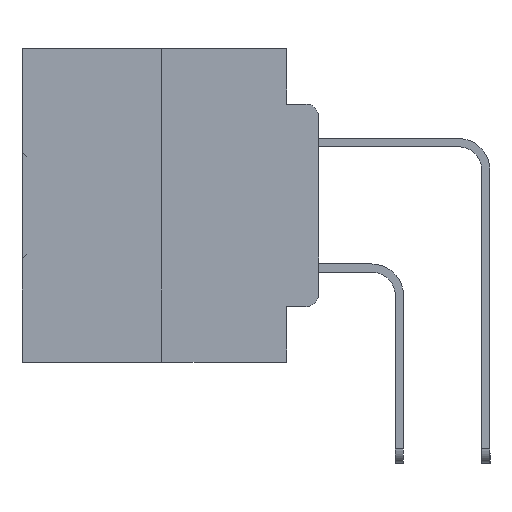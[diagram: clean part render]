
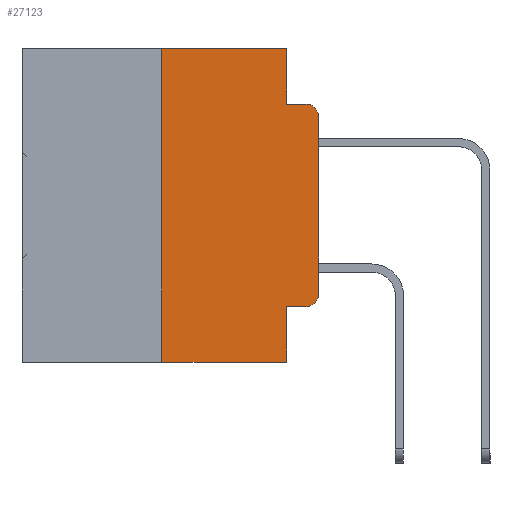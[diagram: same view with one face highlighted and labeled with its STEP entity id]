
A CAD part, left-side view. The second image highlights one B-rep face of the part: STEP entity #27123.
In plain terms, the highlighted planar face has unit normal (-1, 0, 0).
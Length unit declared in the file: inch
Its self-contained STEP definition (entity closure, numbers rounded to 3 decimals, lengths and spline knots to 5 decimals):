
#1080 = EDGE_CURVE ( 'NONE', #7586, #28460, #13390, .T. ) ;
#2396 = VERTEX_POINT ( 'NONE', #29759 ) ;
#2822 = VECTOR ( 'NONE', #27667, 39.37008 ) ;
#3724 = EDGE_CURVE ( 'NONE', #2396, #28460, #14935, .T. ) ;
#4121 = CARTESIAN_POINT ( 'NONE',  ( 0., 0.051, -0.4115 ) ) ;
#4998 = CARTESIAN_POINT ( 'NONE',  ( 0., 0.25, -0.5 ) ) ;
#5205 = CIRCLE ( 'NONE', #21933, 0.02 ) ;
#5732 = ORIENTED_EDGE ( 'NONE', *, *, #3724, .F. ) ;
#6458 = VERTEX_POINT ( 'NONE', #34653 ) ;
#6497 = VECTOR ( 'NONE', #24637, 39.37008 ) ;
#6542 = LINE ( 'NONE', #6834, #13237 ) ;
#6834 = CARTESIAN_POINT ( 'NONE',  ( 0., 0.051, -0.4115 ) ) ;
#7223 = LINE ( 'NONE', #7249, #30276 ) ;
#7249 = CARTESIAN_POINT ( 'NONE',  ( 0., 0.473, -0.5 ) ) ;
#7534 = CARTESIAN_POINT ( 'NONE',  ( 0., 0.02, -0.1085 ) ) ;
#7542 = ORIENTED_EDGE ( 'NONE', *, *, #31854, .F. ) ;
#7586 = VERTEX_POINT ( 'NONE', #34855 ) ;
#7606 = EDGE_CURVE ( 'NONE', #14372, #14763, #7223, .T. ) ;
#10130 = VERTEX_POINT ( 'NONE', #15965 ) ;
#10171 = DIRECTION ( 'NONE',  ( 0., -1., 0. ) ) ;
#10322 = DIRECTION ( 'NONE',  ( 0., -1., 0. ) ) ;
#10645 = DIRECTION ( 'NONE',  ( -1., 0., 0. ) ) ;
#10974 = CARTESIAN_POINT ( 'NONE',  ( 0., 0.051, 0. ) ) ;
#11331 = DIRECTION ( 'NONE',  ( 0., 0., -1. ) ) ;
#11932 = PLANE ( 'NONE',  #25410 ) ;
#12047 = CARTESIAN_POINT ( 'NONE',  ( 0., 0.473, 0. ) ) ;
#12673 = EDGE_CURVE ( 'NONE', #33744, #2396, #32446, .T. ) ;
#12775 = EDGE_CURVE ( 'NONE', #15998, #14763, #34201, .T. ) ;
#13237 = VECTOR ( 'NONE', #20891, 39.37008 ) ;
#13317 = ORIENTED_EDGE ( 'NONE', *, *, #12673, .F. ) ;
#13390 = CIRCLE ( 'NONE', #24140, 0.02 ) ;
#14372 = VERTEX_POINT ( 'NONE', #4998 ) ;
#14605 = EDGE_LOOP ( 'NONE', ( #17180, #18055, #5732, #13317, #28759, #7542, #15048, #16776, #31403, #25865 ) ) ;
#14763 = VERTEX_POINT ( 'NONE', #20912 ) ;
#14843 = DIRECTION ( 'NONE',  ( 0., 0., -1. ) ) ;
#14935 = LINE ( 'NONE', #16009, #6497 ) ;
#15048 = ORIENTED_EDGE ( 'NONE', *, *, #7606, .T. ) ;
#15749 = FACE_OUTER_BOUND ( 'NONE', #14605, .T. ) ;
#15921 = CARTESIAN_POINT ( 'NONE',  ( 0., 0.473, 0. ) ) ;
#15965 = CARTESIAN_POINT ( 'NONE',  ( 0., 0.25, 0. ) ) ;
#15998 = VERTEX_POINT ( 'NONE', #4121 ) ;
#16009 = CARTESIAN_POINT ( 'NONE',  ( 0., 0.051, -0.0885 ) ) ;
#16470 = CARTESIAN_POINT ( 'NONE',  ( 0., 0.25, 0. ) ) ;
#16776 = ORIENTED_EDGE ( 'NONE', *, *, #12775, .F. ) ;
#17180 = ORIENTED_EDGE ( 'NONE', *, *, #18058, .T. ) ;
#17833 = CARTESIAN_POINT ( 'NONE',  ( 0., 0.02, -0.0885 ) ) ;
#18055 = ORIENTED_EDGE ( 'NONE', *, *, #1080, .T. ) ;
#18058 = EDGE_CURVE ( 'NONE', #23437, #7586, #29637, .T. ) ;
#18143 = EDGE_CURVE ( 'NONE', #15998, #6458, #6542, .T. ) ;
#18816 = DIRECTION ( 'NONE',  ( 0., 0., -1. ) ) ;
#19245 = DIRECTION ( 'NONE',  ( 0., 0., 1. ) ) ;
#20137 = CARTESIAN_POINT ( 'NONE',  ( 0., 0.051, 0. ) ) ;
#20891 = DIRECTION ( 'NONE',  ( 0., -1., 0. ) ) ;
#20912 = CARTESIAN_POINT ( 'NONE',  ( 0., 0.051, -0.5 ) ) ;
#21451 = VECTOR ( 'NONE', #19245, 39.37008 ) ;
#21933 = AXIS2_PLACEMENT_3D ( 'NONE', #27233, #10645, #29965 ) ;
#22342 = VECTOR ( 'NONE', #26117, 39.37008 ) ;
#22343 = LINE ( 'NONE', #16470, #21451 ) ;
#23437 = VERTEX_POINT ( 'NONE', #28947 ) ;
#24140 = AXIS2_PLACEMENT_3D ( 'NONE', #7534, #35247, #18816 ) ;
#24637 = DIRECTION ( 'NONE',  ( 0., -1., 0. ) ) ;
#25403 = EDGE_CURVE ( 'NONE', #10130, #33744, #31373, .T. ) ;
#25410 = AXIS2_PLACEMENT_3D ( 'NONE', #12047, #31318, #14843 ) ;
#25865 = ORIENTED_EDGE ( 'NONE', *, *, #26091, .T. ) ;
#26091 = EDGE_CURVE ( 'NONE', #6458, #23437, #5205, .T. ) ;
#26117 = DIRECTION ( 'NONE',  ( 0., 0., 1. ) ) ;
#26124 = VECTOR ( 'NONE', #11331, 39.37008 ) ;
#26981 = CARTESIAN_POINT ( 'NONE',  ( 0., 0.051, 0. ) ) ;
#27123 = ADVANCED_FACE ( 'NONE', ( #15749 ), #11932, .F. ) ;
#27233 = CARTESIAN_POINT ( 'NONE',  ( 0., 0.02, -0.3915 ) ) ;
#27667 = DIRECTION ( 'NONE',  ( 0., 0., -1. ) ) ;
#28460 = VERTEX_POINT ( 'NONE', #17833 ) ;
#28759 = ORIENTED_EDGE ( 'NONE', *, *, #25403, .F. ) ;
#28947 = CARTESIAN_POINT ( 'NONE',  ( 0., 0., -0.3915 ) ) ;
#29637 = LINE ( 'NONE', #34197, #22342 ) ;
#29759 = CARTESIAN_POINT ( 'NONE',  ( 0., 0.051, -0.0885 ) ) ;
#29965 = DIRECTION ( 'NONE',  ( 0., 0., -1. ) ) ;
#30276 = VECTOR ( 'NONE', #10171, 39.37008 ) ;
#30533 = VECTOR ( 'NONE', #10322, 39.37008 ) ;
#31318 = DIRECTION ( 'NONE',  ( 1., 0., 0. ) ) ;
#31373 = LINE ( 'NONE', #15921, #30533 ) ;
#31403 = ORIENTED_EDGE ( 'NONE', *, *, #18143, .T. ) ;
#31854 = EDGE_CURVE ( 'NONE', #14372, #10130, #22343, .T. ) ;
#32446 = LINE ( 'NONE', #10974, #2822 ) ;
#33744 = VERTEX_POINT ( 'NONE', #20137 ) ;
#34197 = CARTESIAN_POINT ( 'NONE',  ( 0., 0., 0. ) ) ;
#34201 = LINE ( 'NONE', #26981, #26124 ) ;
#34653 = CARTESIAN_POINT ( 'NONE',  ( 0., 0.02, -0.4115 ) ) ;
#34855 = CARTESIAN_POINT ( 'NONE',  ( 0., 0., -0.1085 ) ) ;
#35247 = DIRECTION ( 'NONE',  ( -1., 0., 0. ) ) ;
